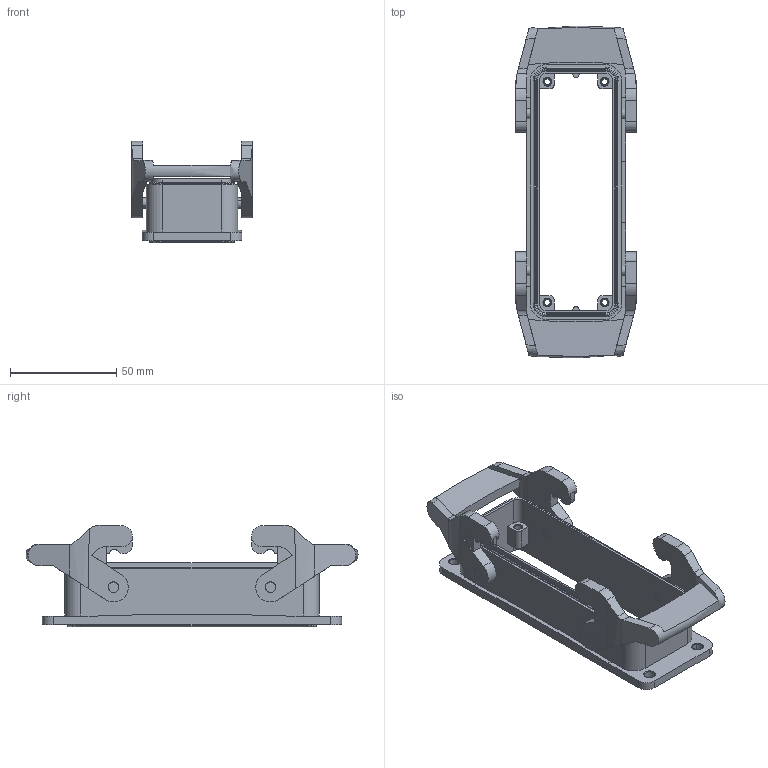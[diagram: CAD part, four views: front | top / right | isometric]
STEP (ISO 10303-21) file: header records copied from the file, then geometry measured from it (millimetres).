
FILE_DESCRIPTION(('CATIA V5 STEP','CAx-IF Rec.Pracs.--- Model Styling and Organization---1.2---2011-12-15'),'2;1');
FILE_NAME ('13268580_2', '2018-07-10T06:01:16+00:00', ('none'), ('Weidmueller'), 'CATIA Version 5-6 Release 2014 SP4 HF52', 'CATIA V5 STEP AP214', 'none');
FILE_SCHEMA(('AUTOMOTIVE_DESIGN { 1 0 10303 214 1 1 1 1 }'));
Length unit declared in the file: millimetre
Products named in the file (1): 2527810000
Bounding box: 57 x 156.45 x 47.72 mm (x, y, z)
Volume: 66528.4 mm3; surface area: 44795 mm2
Topology: 3 solids, 3 shells, 459 faces, 1152 edges, 716 vertices
Faces by surface type: plane 202, cylinder 163, torus 54, cone 40
Entity records: 12991 total; most frequent: CARTESIAN_POINT 2579, ORIENTED_EDGE 2304, DIRECTION 1736, EDGE_CURVE 1152, AXIS2_PLACEMENT_3D 773, VERTEX_POINT 716, VECTOR 638, LINE 638
